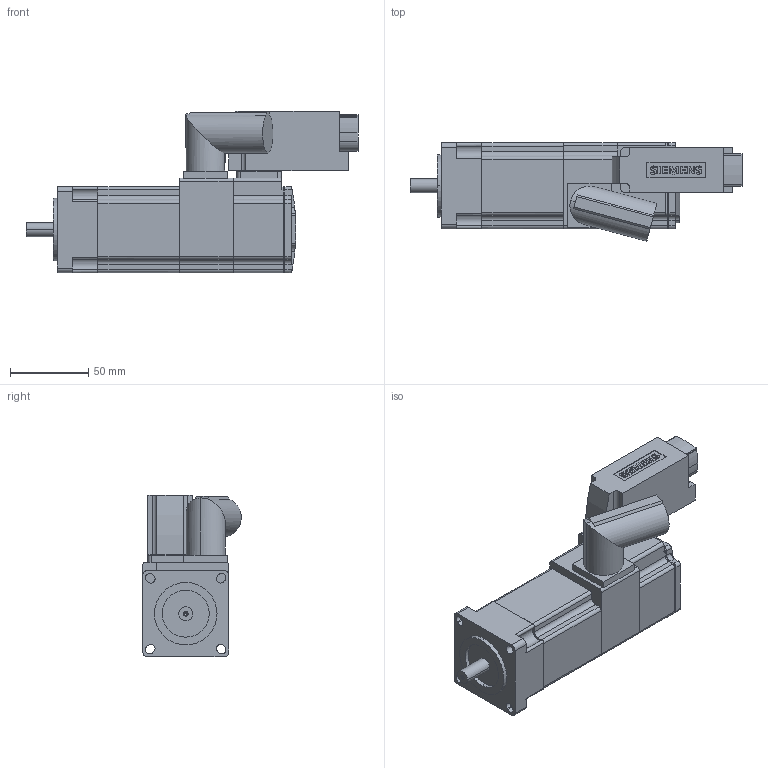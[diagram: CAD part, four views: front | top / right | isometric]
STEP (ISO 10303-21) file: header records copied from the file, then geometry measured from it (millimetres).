
FILE_DESCRIPTION(('STEP AP214'),'1');
FILE_NAME('cctmp_4A0F0DE9-585D-4AC4-AFB0-AFF24B89502D_2023_06_27_11_01_07_0259..stp','2023-06-27T09:01:07',('SIEMENS A&D'),('CADClick - www.CADClick.com'),'Spatial InterOp 3D',' ','unknown authorization');
FILE_SCHEMA(('AUTOMOTIVE_DESIGN'));
Length unit declared in the file: millimetre
Products named in the file (1): 1FK7022-5AK71-1PG2
Bounding box: 212.24 x 62.99 x 103.2 mm (x, y, z)
Volume: 552383.7 mm3; surface area: 60078.1 mm2
Topology: 1 solids, 1 shells, 520 faces, 1463 edges, 964 vertices
Faces by surface type: plane 259, cylinder 149, extrusion 98, cone 14
Entity records: 27218 total; most frequent: CARTESIAN_POINT 5154, ORIENTED_EDGE 2922, DIRECTION 2518, EDGE_CURVE 1461, STYLED_ITEM 1433, PRESENTATION_STYLE_ASSIGNMENT 1433, COLOUR_RGB 1433, VECTOR 990
